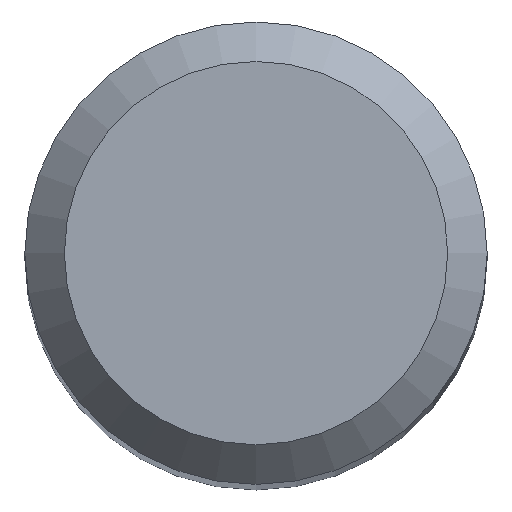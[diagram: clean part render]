
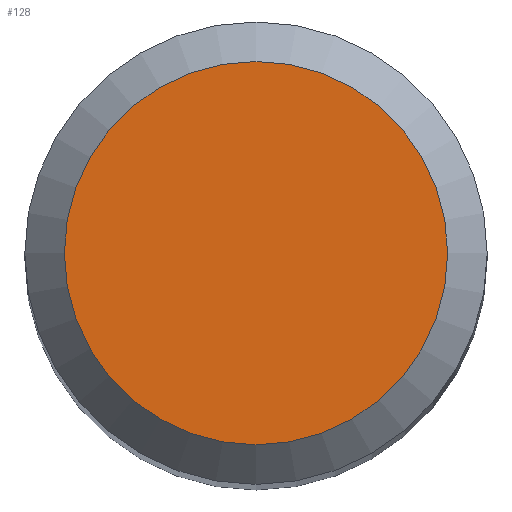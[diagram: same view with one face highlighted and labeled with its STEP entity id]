
A CAD part, top view. The second image highlights one B-rep face of the part: STEP entity #128.
In plain terms, the highlighted planar face has unit normal (0, 0, 1).
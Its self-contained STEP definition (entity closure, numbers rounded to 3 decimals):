
#105=FACE_OUTER_BOUND('',#196,.T.);
#107=PLANE('',#333);
#128=ADVANCED_FACE('',(#105),#107,.F.);
#196=EDGE_LOOP('',(#234));
#234=ORIENTED_EDGE('',*,*,#287,.F.);
#267=VERTEX_POINT('',#460);
#287=EDGE_CURVE('',#267,#267,#306,.T.);
#306=CIRCLE('',#332,4.847);
#332=AXIS2_PLACEMENT_3D('',#459,#386,#387);
#333=AXIS2_PLACEMENT_3D('',#461,#388,#389);
#386=DIRECTION('',(0.0,0.0,-1.0));
#387=DIRECTION('',(1.0,0.0,0.0));
#388=DIRECTION('',(0.0,0.0,-1.0));
#389=DIRECTION('',(-1.0,0.0,0.0));
#459=CARTESIAN_POINT('',(0.0,0.0,0.0));
#460=CARTESIAN_POINT('',(4.847,0.0,0.0));
#461=CARTESIAN_POINT('',(0.0,0.0,0.0));
